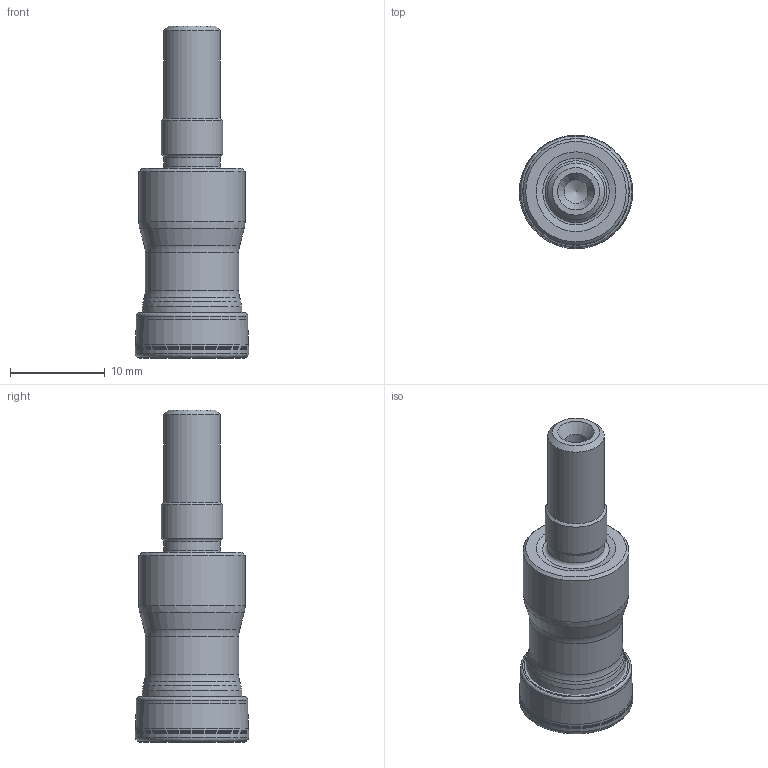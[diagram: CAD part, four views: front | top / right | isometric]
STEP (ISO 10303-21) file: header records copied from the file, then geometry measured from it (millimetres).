
FILE_DESCRIPTION(/* description */ (''),/* implementation_level */ '2;1');
FILE_NAME(/* name */ '12A2R020M06_SCN05C_C_115009041ndi000_00_SIM.stp',/* time_stamp */ '2020-01-20T08:38:56+01:00',/* author */ (''),/* organization */ (''),/* preprocessor_version */ 'ST-DEVELOPER v16.7',/* originating_system */ 'SIEMENS PLM Software NX 12.0',/* authorisation */ '');
FILE_SCHEMA (('AUTOMOTIVE_DESIGN { 1 0 10303 214 3 1 1 1 }'));
Length unit declared in the file: millimetre
Products named in the file (1): wq7014605689e8xz
Bounding box: 11.97 x 11.97 x 35 mm (x, y, z)
Volume: 2539.3 mm3; surface area: 1669.2 mm2
Topology: 2 solids, 2 shells, 67 faces, 134 edges, 71 vertices
Faces by surface type: revolution 38, cone 10, cylinder 6, torus 6, plane 4, bspline 3
Full cylindrical faces by diameter (mm): 2.5 x1, 6 x2, 6.5 x1, 9.864 x1, 11.2 x1
Entity records: 1729 total; most frequent: CARTESIAN_POINT 561, DIRECTION 224, FACE_BOUND 132, EDGE_LOOP 132, ORIENTED_EDGE 132, AXIS2_PLACEMENT_3D 93, ADVANCED_FACE 67, VERTEX_POINT 67
